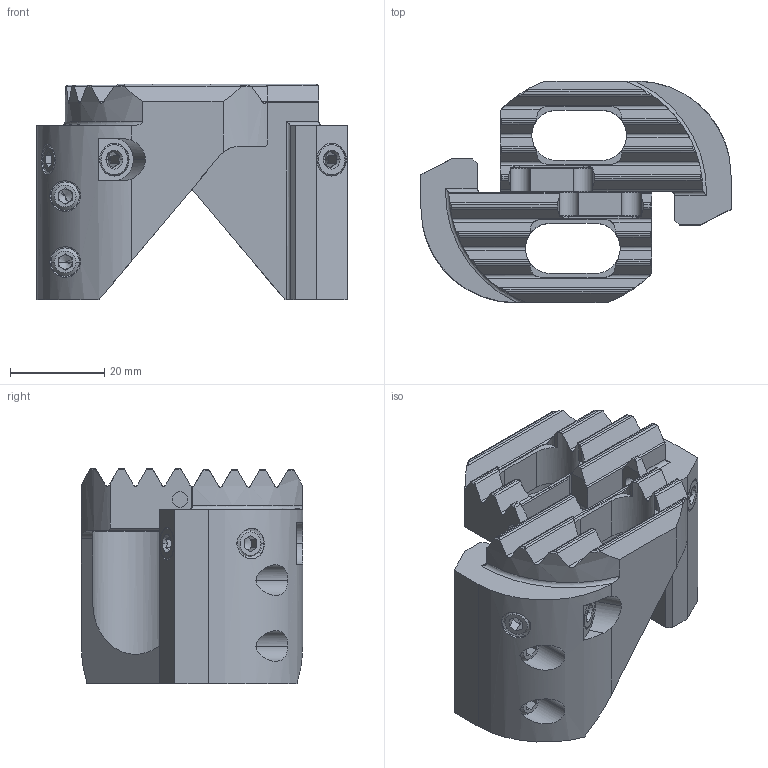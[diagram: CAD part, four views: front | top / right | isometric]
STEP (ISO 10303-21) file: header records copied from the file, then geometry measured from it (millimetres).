
FILE_DESCRIPTION(('no description'),'unknown implementation level');
FILE_NAME('C90A44E8-06C6-4FC5-91F4-DF884C2E5204_export.stp',' ',('CIMSOURCE GmbH'),('CADClick - KiM GmbH - www.kimweb.de'),'unknown preprocess','ACIS','unknown authorization');
FILE_SCHEMA(('automotive_design'));
Length unit declared in the file: millimetre
Products named in the file (10): 639.653 KAISER Stirnstechhalter SSH 53-70 SW53 SET|639.652 KAISER Stirnstechhalter SSH 53-70 SW53 L|690.511 KAISER Gewindestift M6x10 DIN 913;Schnitt-Rotation1; 639.653 KAISER Stirnstechhalter SSH 53-70 SW53 SET|639.652 KAISER Stirnstechhalter SSH 53-70 SW53 L|690.400 KAISER ELT M6x6-45H;Schnitt-Linear austragen2; 639.653 KAISER Stirnstechhalter SSH 53-70 SW53 SET|639.652 KAISER Stirnstechhalter SSH 53-70 SW53 L|639.690 KAISER Verstellbolzen SW53-148;Spiegeln1; 639.653 KAISER Stirnstechhalter SSH 53-70 SW53 SET|639.652 KAISER Stirnstechhalter SSH 53-70 SW53 L|639.652 KAISER Stirnstechhalter SSH 53-70 SW53 L;Verrundung Freistellung Verstellung hinten; 639.653 KAISER Stirnstechhalter SSH 53-70 SW53 SET|639.651 KAISER Stirnstechhalter SSH 53-70 SW53 S|690.511 KAISER Gewindestift M6x10 DIN 913;Schnitt-Rotation1; 639.653 KAISER Stirnstechhalter SSH 53-70 SW53 SET|639.651 KAISER Stirnstechhalter SSH 53-70 SW53 S|690.400 KAISER ELT M6x6-45H;Schnitt-Linear austragen2; 639.653 KAISER Stirnstechhalter SSH 53-70 SW53 SET|639.651 KAISER Stirnstechhalter SSH 53-70 SW53 S|639.690 KAISER Verstellbolzen SW53-148;Spiegeln1; 639.653 KAISER Stirnstechhalter SSH 53-70 SW53 SET|639.651 KAISER Stirnstechhalter SSH 53-70 SW53 S|639.651 KAISER Stirnstechhalter SSH 53-70 SW53 S;Verrundung Freistellung Verstellung hinten
Bounding box: 65.87 x 47 x 45.75 mm (x, y, z)
Volume: 43066.4 mm3; surface area: 21930.1 mm2
Topology: 10 solids, 10 shells, 552 faces, 1436 edges, 887 vertices
Faces by surface type: plane 266, cylinder 182, cone 96, torus 8
Entity records: 34201 total; most frequent: CARTESIAN_POINT 4925, STYLED_ITEM 2859, PRESENTATION_STYLE_ASSIGNMENT 2859, COLOUR_RGB 2859, ORIENTED_EDGE 2820, DIRECTION 2680, EDGE_CURVE 1410, CURVE_STYLE 1410
